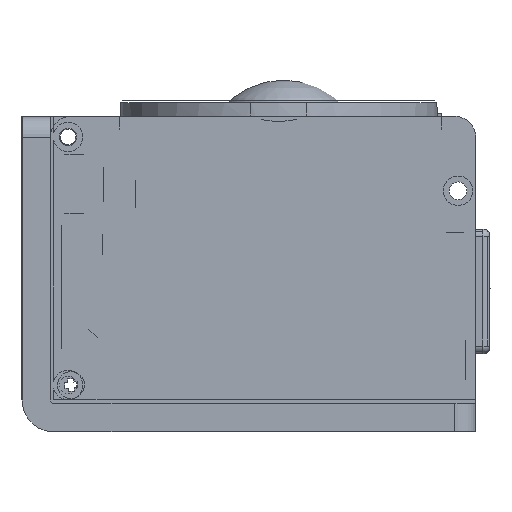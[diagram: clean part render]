
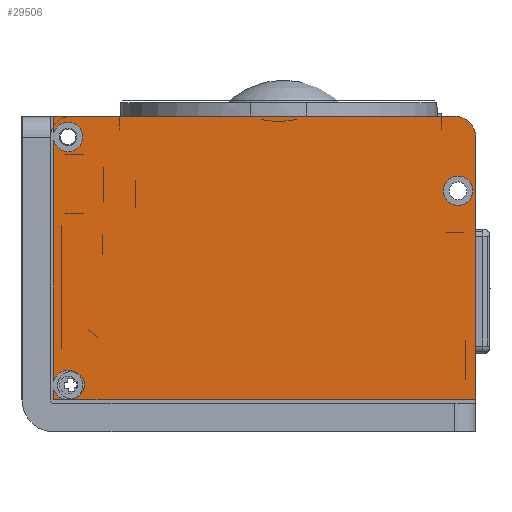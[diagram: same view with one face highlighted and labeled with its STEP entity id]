
A CAD part, front view. The second image highlights one B-rep face of the part: STEP entity #29506.
In plain terms, the highlighted planar face has unit normal (0, -1, 0).
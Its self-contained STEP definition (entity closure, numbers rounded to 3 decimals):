
#1183=FACE_BOUND('',#5703,.T.);
#2422=PLANE('',#41576);
#3962=FACE_OUTER_BOUND('',#5702,.T.);
#5702=EDGE_LOOP('',(#25728,#25729,#25730,#25731,#25732,#25733,#25734,#25735,
#25736));
#5703=EDGE_LOOP('',(#25737));
#6599=CIRCLE('',#41577,2.075);
#6600=CIRCLE('',#41578,2.075);
#6601=CIRCLE('',#41579,3.);
#6602=CIRCLE('',#41580,2.075);
#9768=VERTEX_POINT('',#63939);
#9769=VERTEX_POINT('',#63940);
#9770=VERTEX_POINT('',#63942);
#9771=VERTEX_POINT('',#63944);
#9772=VERTEX_POINT('',#63946);
#9773=VERTEX_POINT('',#63948);
#9774=VERTEX_POINT('',#63950);
#9775=VERTEX_POINT('',#63952);
#9776=VERTEX_POINT('',#63954);
#9777=VERTEX_POINT('',#63957);
#15863=EDGE_CURVE('',#9768,#9769,#6599,.T.);
#15864=EDGE_CURVE('',#9768,#9770,#33354,.T.);
#15865=EDGE_CURVE('',#9771,#9770,#6600,.T.);
#15866=EDGE_CURVE('',#9771,#9772,#33355,.T.);
#15867=EDGE_CURVE('',#9772,#9773,#33356,.T.);
#15868=EDGE_CURVE('',#9773,#9774,#33357,.T.);
#15869=EDGE_CURVE('',#9775,#9774,#6601,.T.);
#15870=EDGE_CURVE('',#9775,#9776,#33358,.T.);
#15871=EDGE_CURVE('',#9776,#9769,#33359,.T.);
#15872=EDGE_CURVE('',#9777,#9777,#6602,.T.);
#25728=ORIENTED_EDGE('',*,*,#15863,.F.);
#25729=ORIENTED_EDGE('',*,*,#15864,.T.);
#25730=ORIENTED_EDGE('',*,*,#15865,.F.);
#25731=ORIENTED_EDGE('',*,*,#15866,.T.);
#25732=ORIENTED_EDGE('',*,*,#15867,.T.);
#25733=ORIENTED_EDGE('',*,*,#15868,.T.);
#25734=ORIENTED_EDGE('',*,*,#15869,.F.);
#25735=ORIENTED_EDGE('',*,*,#15870,.T.);
#25736=ORIENTED_EDGE('',*,*,#15871,.T.);
#25737=ORIENTED_EDGE('',*,*,#15872,.F.);
#29506=ADVANCED_FACE('',(#3962,#1183),#2422,.F.);
#33354=LINE('',#63943,#38248);
#33355=LINE('',#63947,#38249);
#33356=LINE('',#63949,#38250);
#33357=LINE('',#63951,#38251);
#33358=LINE('',#63955,#38252);
#33359=LINE('',#63956,#38253);
#38248=VECTOR('',#49595,33.894);
#38249=VECTOR('',#49598,1.547);
#38250=VECTOR('',#49599,59.5);
#38251=VECTOR('',#49600,37.);
#38252=VECTOR('',#49603,56.5);
#38253=VECTOR('',#49604,2.347);
#41576=AXIS2_PLACEMENT_3D('',#63938,#49591,#49592);
#41577=AXIS2_PLACEMENT_3D('',#63941,#49593,#49594);
#41578=AXIS2_PLACEMENT_3D('',#63945,#49596,#49597);
#41579=AXIS2_PLACEMENT_3D('',#63953,#49601,#49602);
#41580=AXIS2_PLACEMENT_3D('',#63958,#49605,#49606);
#49591=DIRECTION('center_axis',(0.,1.,0.));
#49592=DIRECTION('ref_axis',(-1.,0.,0.));
#49593=DIRECTION('center_axis',(0.,-1.,0.));
#49594=DIRECTION('ref_axis',(-1.,0.,0.));
#49595=DIRECTION('',(0.,0.,-1.));
#49596=DIRECTION('center_axis',(0.,-1.,0.));
#49597=DIRECTION('ref_axis',(-1.,0.,0.));
#49598=DIRECTION('',(0.,0.,-1.));
#49599=DIRECTION('',(1.,0.,0.));
#49600=DIRECTION('',(0.,0.,1.));
#49601=DIRECTION('center_axis',(0.,1.,0.));
#49602=DIRECTION('ref_axis',(0.707,0.,0.707));
#49603=DIRECTION('',(-1.,0.,0.));
#49604=DIRECTION('',(0.,0.,-1.));
#49605=DIRECTION('center_axis',(0.,-1.,0.));
#49606=DIRECTION('ref_axis',(-1.,0.,0.));
#63938=CARTESIAN_POINT('Origin',(0.25,-51.5,20.7));
#63939=CARTESIAN_POINT('',(-29.5,-51.5,38.247));
#63940=CARTESIAN_POINT('',(-29.5,-51.5,39.353));
#63941=CARTESIAN_POINT('Origin',(-27.5,-51.5,38.8));
#63942=CARTESIAN_POINT('',(-29.5,-51.5,4.353));
#63943=CARTESIAN_POINT('',(-29.5,-51.5,41.7));
#63944=CARTESIAN_POINT('',(-29.5,-51.5,3.247));
#63945=CARTESIAN_POINT('Origin',(-27.5,-51.5,3.8));
#63946=CARTESIAN_POINT('',(-29.5,-51.5,1.7));
#63947=CARTESIAN_POINT('',(-29.5,-51.5,41.7));
#63948=CARTESIAN_POINT('',(30.,-51.5,1.7));
#63949=CARTESIAN_POINT('',(-14.625,-51.5,1.7));
#63950=CARTESIAN_POINT('',(30.,-51.5,38.7));
#63951=CARTESIAN_POINT('',(30.,-51.5,-0.3));
#63952=CARTESIAN_POINT('',(27.,-51.5,41.7));
#63953=CARTESIAN_POINT('Origin',(27.,-51.5,38.7));
#63954=CARTESIAN_POINT('',(-29.5,-51.5,41.7));
#63955=CARTESIAN_POINT('',(30.,-51.5,41.7));
#63956=CARTESIAN_POINT('',(-29.5,-51.5,41.7));
#63957=CARTESIAN_POINT('',(29.575,-51.5,31.2));
#63958=CARTESIAN_POINT('Origin',(27.5,-51.5,31.2));
